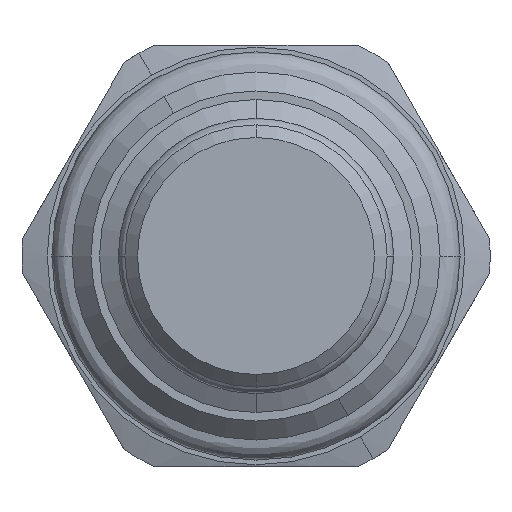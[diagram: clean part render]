
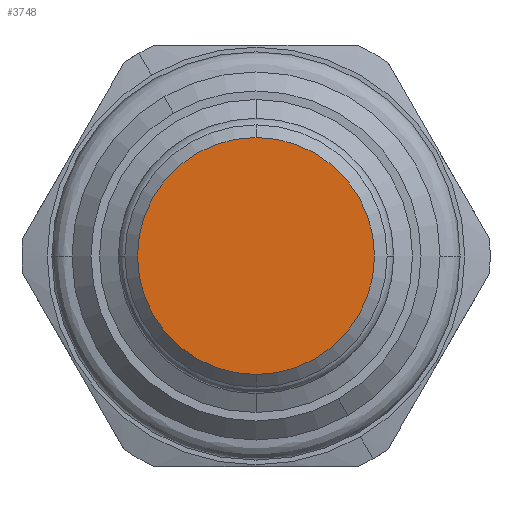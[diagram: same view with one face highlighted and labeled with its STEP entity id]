
A CAD part, front view. The second image highlights one B-rep face of the part: STEP entity #3748.
In plain terms, the highlighted planar face has unit normal (0, -1, 0).
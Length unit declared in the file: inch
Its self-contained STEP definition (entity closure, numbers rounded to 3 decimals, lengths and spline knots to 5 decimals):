
#1348=CARTESIAN_POINT('',(0.,-1.2525,0.));
#1349=DIRECTION('',(0.,1.,0.));
#1350=DIRECTION('',(0.,0.,-1.));
#1351=AXIS2_PLACEMENT_3D('',#1348,#1349,#1350);
#1358=CARTESIAN_POINT('',(0.,-1.2525,0.));
#1359=DIRECTION('',(0.,1.,0.));
#1360=DIRECTION('',(0.,0.,1.));
#1361=AXIS2_PLACEMENT_3D('',#1358,#1359,#1360);
#1737=CARTESIAN_POINT('',(0.,-1.2525,-0.281));
#1738=CARTESIAN_POINT('',(0.,-1.2525,0.281));
#1739=VERTEX_POINT('',#1737);
#1740=VERTEX_POINT('',#1738);
#3738=CARTESIAN_POINT('',(0.,-1.2525,0.));
#3739=DIRECTION('',(0.,-1.,0.));
#3740=DIRECTION('',(0.,0.,-1.));
#3741=AXIS2_PLACEMENT_3D('',#3738,#3739,#3740);
#3742=PLANE('',#3741);
#3744=ORIENTED_EDGE('',*,*,#3743,.T.);
#3745=ORIENTED_EDGE('',*,*,#3728,.T.);
#3746=EDGE_LOOP('',(#3744,#3745));
#3747=FACE_OUTER_BOUND('',#3746,.F.);
#3748=ADVANCED_FACE('',(#3747),#3742,.T.);
#1352=CIRCLE('',#1351,0.281);
#1362=CIRCLE('',#1361,0.281);
#3728=EDGE_CURVE('',#1739,#1740,#1352,.T.);
#3743=EDGE_CURVE('',#1740,#1739,#1362,.T.);
